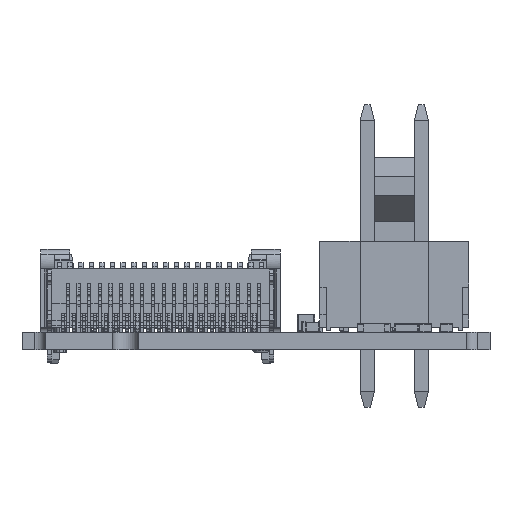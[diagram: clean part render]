
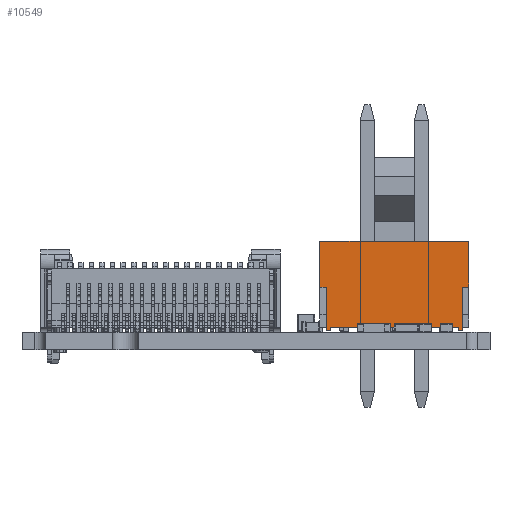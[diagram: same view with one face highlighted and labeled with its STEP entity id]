
A CAD part, front view. The second image highlights one B-rep face of the part: STEP entity #10549.
In plain terms, the highlighted face is planar.
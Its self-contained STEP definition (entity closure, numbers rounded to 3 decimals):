
#9746 = VERTEX_POINT('',#9747);
#9747 = CARTESIAN_POINT('',(-7.,3.875,-0.525));
#9753 = EDGE_CURVE('',#9746,#9754,#9756,.T.);
#9754 = VERTEX_POINT('',#9755);
#9755 = CARTESIAN_POINT('',(-7.,1.725,-0.525));
#9756 = LINE('',#9757,#9758);
#9757 = CARTESIAN_POINT('',(-7.,3.875,-0.525));
#9758 = VECTOR('',#9759,1.);
#9759 = DIRECTION('',(0.,-1.,0.));
#10034 = VERTEX_POINT('',#10035);
#10035 = CARTESIAN_POINT('',(-6.5,-0.175,-0.525));
#10041 = EDGE_CURVE('',#10042,#10034,#10044,.T.);
#10042 = VERTEX_POINT('',#10043);
#10043 = CARTESIAN_POINT('',(-0.5,-0.175,-0.525));
#10044 = LINE('',#10045,#10046);
#10045 = CARTESIAN_POINT('',(0.,-0.175,-0.525));
#10046 = VECTOR('',#10047,1.);
#10047 = DIRECTION('',(-1.,0.,0.));
#10473 = VERTEX_POINT('',#10474);
#10474 = CARTESIAN_POINT('',(0.,3.875,-0.525));
#10480 = EDGE_CURVE('',#10473,#9746,#10481,.T.);
#10481 = LINE('',#10482,#10483);
#10482 = CARTESIAN_POINT('',(0.,3.875,-0.525));
#10483 = VECTOR('',#10484,1.);
#10484 = DIRECTION('',(-1.,0.,0.));
#10549 = ADVANCED_FACE('',(#10550),#10623,.F.);
#10550 = FACE_BOUND('',#10551,.T.);
#10551 = EDGE_LOOP('',(#10552,#10562,#10570,#10578,#10584,#10585,#10593,
    #10601,#10609,#10615,#10616,#10617));
#10552 = ORIENTED_EDGE('',*,*,#10553,.F.);
#10553 = EDGE_CURVE('',#10554,#10556,#10558,.T.);
#10554 = VERTEX_POINT('',#10555);
#10555 = CARTESIAN_POINT('',(-0.3,1.725,-0.525));
#10556 = VERTEX_POINT('',#10557);
#10557 = CARTESIAN_POINT('',(0.,1.725,-0.525));
#10558 = LINE('',#10559,#10560);
#10559 = CARTESIAN_POINT('',(-0.5,1.725,-0.525));
#10560 = VECTOR('',#10561,1.);
#10561 = DIRECTION('',(1.,0.,0.));
#10562 = ORIENTED_EDGE('',*,*,#10563,.T.);
#10563 = EDGE_CURVE('',#10554,#10564,#10566,.T.);
#10564 = VERTEX_POINT('',#10565);
#10565 = CARTESIAN_POINT('',(-0.3,-0.325,-0.525));
#10566 = LINE('',#10567,#10568);
#10567 = CARTESIAN_POINT('',(-0.3,-0.325,-0.525));
#10568 = VECTOR('',#10569,1.);
#10569 = DIRECTION('',(0.,-1.,0.));
#10570 = ORIENTED_EDGE('',*,*,#10571,.T.);
#10571 = EDGE_CURVE('',#10564,#10572,#10574,.T.);
#10572 = VERTEX_POINT('',#10573);
#10573 = CARTESIAN_POINT('',(-0.5,-0.325,-0.525));
#10574 = LINE('',#10575,#10576);
#10575 = CARTESIAN_POINT('',(-0.3,-0.325,-0.525));
#10576 = VECTOR('',#10577,1.);
#10577 = DIRECTION('',(-1.,0.,0.));
#10578 = ORIENTED_EDGE('',*,*,#10579,.F.);
#10579 = EDGE_CURVE('',#10042,#10572,#10580,.T.);
#10580 = LINE('',#10581,#10582);
#10581 = CARTESIAN_POINT('',(-0.5,-0.325,-0.525));
#10582 = VECTOR('',#10583,1.);
#10583 = DIRECTION('',(0.,-1.,0.));
#10584 = ORIENTED_EDGE('',*,*,#10041,.T.);
#10585 = ORIENTED_EDGE('',*,*,#10586,.T.);
#10586 = EDGE_CURVE('',#10034,#10587,#10589,.T.);
#10587 = VERTEX_POINT('',#10588);
#10588 = CARTESIAN_POINT('',(-6.5,-0.325,-0.525));
#10589 = LINE('',#10590,#10591);
#10590 = CARTESIAN_POINT('',(-6.5,-0.325,-0.525));
#10591 = VECTOR('',#10592,1.);
#10592 = DIRECTION('',(0.,-1.,0.));
#10593 = ORIENTED_EDGE('',*,*,#10594,.F.);
#10594 = EDGE_CURVE('',#10595,#10587,#10597,.T.);
#10595 = VERTEX_POINT('',#10596);
#10596 = CARTESIAN_POINT('',(-6.7,-0.325,-0.525));
#10597 = LINE('',#10598,#10599);
#10598 = CARTESIAN_POINT('',(-6.7,-0.325,-0.525));
#10599 = VECTOR('',#10600,1.);
#10600 = DIRECTION('',(1.,0.,0.));
#10601 = ORIENTED_EDGE('',*,*,#10602,.F.);
#10602 = EDGE_CURVE('',#10603,#10595,#10605,.T.);
#10603 = VERTEX_POINT('',#10604);
#10604 = CARTESIAN_POINT('',(-6.7,1.725,-0.525));
#10605 = LINE('',#10606,#10607);
#10606 = CARTESIAN_POINT('',(-6.7,-0.325,-0.525));
#10607 = VECTOR('',#10608,1.);
#10608 = DIRECTION('',(0.,-1.,0.));
#10609 = ORIENTED_EDGE('',*,*,#10610,.T.);
#10610 = EDGE_CURVE('',#10603,#9754,#10611,.T.);
#10611 = LINE('',#10612,#10613);
#10612 = CARTESIAN_POINT('',(-6.5,1.725,-0.525));
#10613 = VECTOR('',#10614,1.);
#10614 = DIRECTION('',(-1.,0.,0.));
#10615 = ORIENTED_EDGE('',*,*,#9753,.F.);
#10616 = ORIENTED_EDGE('',*,*,#10480,.F.);
#10617 = ORIENTED_EDGE('',*,*,#10618,.T.);
#10618 = EDGE_CURVE('',#10473,#10556,#10619,.T.);
#10619 = LINE('',#10620,#10621);
#10620 = CARTESIAN_POINT('',(0.,3.875,-0.525));
#10621 = VECTOR('',#10622,1.);
#10622 = DIRECTION('',(0.,-1.,0.));
#10623 = PLANE('',#10624);
#10624 = AXIS2_PLACEMENT_3D('',#10625,#10626,#10627);
#10625 = CARTESIAN_POINT('',(0.,3.875,-0.525));
#10626 = DIRECTION('',(0.,0.,1.));
#10627 = DIRECTION('',(1.,0.,0.));
